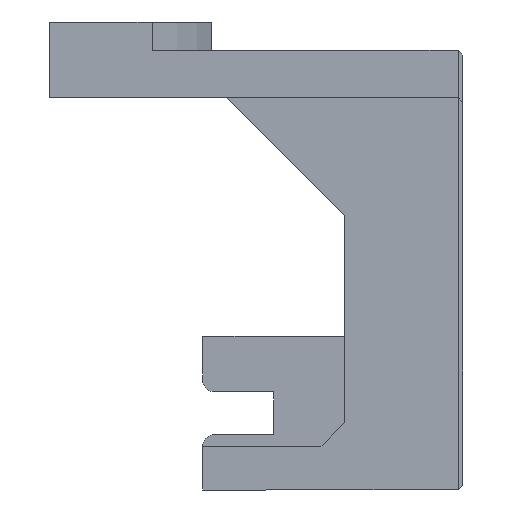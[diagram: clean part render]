
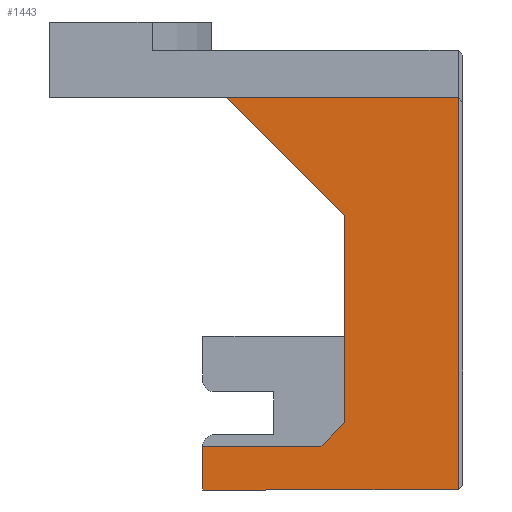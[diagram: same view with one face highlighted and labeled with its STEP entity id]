
A CAD part, front view. The second image highlights one B-rep face of the part: STEP entity #1443.
In plain terms, the highlighted planar face has unit normal (0, -1, 0).
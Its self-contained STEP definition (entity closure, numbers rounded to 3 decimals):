
#12 = LINE ( 'NONE', #21, #1594 ) ;
#15 = ORIENTED_EDGE ( 'NONE', *, *, #959, .T. ) ;
#21 = CARTESIAN_POINT ( 'NONE',  ( -0.102, -13.7, 66. ) ) ;
#29 = VECTOR ( 'NONE', #273, 1000. ) ;
#30 = VERTEX_POINT ( 'NONE', #1522 ) ;
#68 = CARTESIAN_POINT ( 'NONE',  ( 16.3, -13.7, 66. ) ) ;
#189 = EDGE_CURVE ( 'NONE', #1487, #30, #1442, .T. ) ;
#198 = VECTOR ( 'NONE', #1226, 1000. ) ;
#260 = CARTESIAN_POINT ( 'NONE',  ( 1.5, -13.7, 51.25 ) ) ;
#273 = DIRECTION ( 'NONE',  ( 0., 0., -1. ) ) ;
#277 = EDGE_CURVE ( 'NONE', #400, #30, #1597, .T. ) ;
#293 = CARTESIAN_POINT ( 'NONE',  ( 11.5, -13.7, 66. ) ) ;
#317 = CARTESIAN_POINT ( 'NONE',  ( 11.5, -13.7, 52.25 ) ) ;
#366 = CARTESIAN_POINT ( 'NONE',  ( 11.5, -13.7, 66. ) ) ;
#389 = ORIENTED_EDGE ( 'NONE', *, *, #757, .T. ) ;
#400 = VERTEX_POINT ( 'NONE', #630 ) ;
#437 = DIRECTION ( 'NONE',  ( -0.707, 0., -0.707 ) ) ;
#457 = CARTESIAN_POINT ( 'NONE',  ( 6.5, -13.7, 66. ) ) ;
#473 = AXIS2_PLACEMENT_3D ( 'NONE', #366, #1042, #1423 ) ;
#482 = EDGE_CURVE ( 'NONE', #1232, #609, #874, .T. ) ;
#541 = DIRECTION ( 'NONE',  ( 1., 0., 0. ) ) ;
#561 = VERTEX_POINT ( 'NONE', #1228 ) ;
#564 = CARTESIAN_POINT ( 'NONE',  ( 11.5, -13.7, 61. ) ) ;
#578 = ORIENTED_EDGE ( 'NONE', *, *, #482, .T. ) ;
#593 = LINE ( 'NONE', #457, #1224 ) ;
#606 = CARTESIAN_POINT ( 'NONE',  ( 16.3, -13.7, 49.4 ) ) ;
#609 = VERTEX_POINT ( 'NONE', #1686 ) ;
#630 = CARTESIAN_POINT ( 'NONE',  ( 11.5, -13.7, 52.25 ) ) ;
#663 = LINE ( 'NONE', #1212, #198 ) ;
#707 = LINE ( 'NONE', #1121, #1429 ) ;
#757 = EDGE_CURVE ( 'NONE', #1487, #1471, #707, .T. ) ;
#871 = ORIENTED_EDGE ( 'NONE', *, *, #1124, .T. ) ;
#874 = LINE ( 'NONE', #68, #883 ) ;
#879 = DIRECTION ( 'NONE',  ( 0., 0., 1. ) ) ;
#883 = VECTOR ( 'NONE', #879, 1000. ) ;
#886 = CARTESIAN_POINT ( 'NONE',  ( 5.5, -13.7, 49.4 ) ) ;
#919 = PLANE ( 'NONE',  #473 ) ;
#924 = ORIENTED_EDGE ( 'NONE', *, *, #189, .F. ) ;
#926 = CARTESIAN_POINT ( 'NONE',  ( 5.5, -13.7, 51.25 ) ) ;
#933 = LINE ( 'NONE', #293, #29 ) ;
#946 = ORIENTED_EDGE ( 'NONE', *, *, #1636, .T. ) ;
#959 = EDGE_CURVE ( 'NONE', #1471, #1232, #663, .T. ) ;
#1013 = EDGE_CURVE ( 'NONE', #561, #609, #12, .T. ) ;
#1042 = DIRECTION ( 'NONE',  ( 0., -1., 0. ) ) ;
#1053 = VECTOR ( 'NONE', #437, 1000. ) ;
#1121 = CARTESIAN_POINT ( 'NONE',  ( 5.5, -13.7, 49.4 ) ) ;
#1124 = EDGE_CURVE ( 'NONE', #1512, #400, #933, .T. ) ;
#1212 = CARTESIAN_POINT ( 'NONE',  ( 11.5, -13.7, 49.4 ) ) ;
#1224 = VECTOR ( 'NONE', #1266, 1000. ) ;
#1226 = DIRECTION ( 'NONE',  ( 1., 0., 0. ) ) ;
#1228 = CARTESIAN_POINT ( 'NONE',  ( 6.5, -13.7, 66. ) ) ;
#1232 = VERTEX_POINT ( 'NONE', #606 ) ;
#1236 = DIRECTION ( 'NONE',  ( 0., 0., -1. ) ) ;
#1245 = EDGE_LOOP ( 'NONE', ( #15, #578, #1269, #946, #871, #1468, #924, #389 ) ) ;
#1266 = DIRECTION ( 'NONE',  ( 0.707, 0., -0.707 ) ) ;
#1269 = ORIENTED_EDGE ( 'NONE', *, *, #1013, .F. ) ;
#1319 = DIRECTION ( 'NONE',  ( 1., 0., 0. ) ) ;
#1423 = DIRECTION ( 'NONE',  ( 0., 0., -1. ) ) ;
#1429 = VECTOR ( 'NONE', #1236, 1000. ) ;
#1442 = LINE ( 'NONE', #260, #1537 ) ;
#1443 = ADVANCED_FACE ( 'NONE', ( #1545 ), #919, .T. ) ;
#1468 = ORIENTED_EDGE ( 'NONE', *, *, #277, .T. ) ;
#1471 = VERTEX_POINT ( 'NONE', #886 ) ;
#1487 = VERTEX_POINT ( 'NONE', #926 ) ;
#1512 = VERTEX_POINT ( 'NONE', #564 ) ;
#1522 = CARTESIAN_POINT ( 'NONE',  ( 10.5, -13.7, 51.25 ) ) ;
#1537 = VECTOR ( 'NONE', #1319, 1000. ) ;
#1545 = FACE_OUTER_BOUND ( 'NONE', #1245, .T. ) ;
#1594 = VECTOR ( 'NONE', #541, 1000. ) ;
#1597 = LINE ( 'NONE', #317, #1053 ) ;
#1636 = EDGE_CURVE ( 'NONE', #561, #1512, #593, .T. ) ;
#1686 = CARTESIAN_POINT ( 'NONE',  ( 16.3, -13.7, 66. ) ) ;
